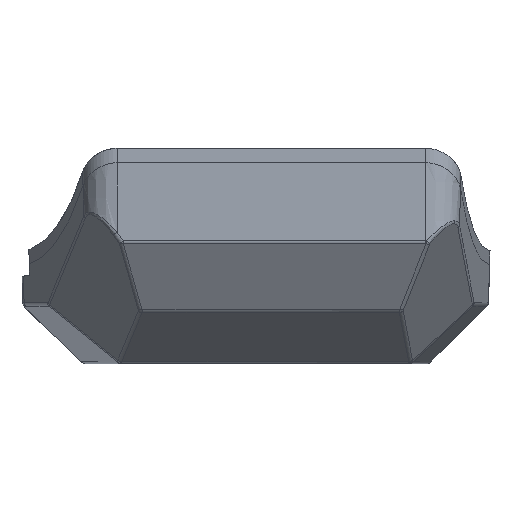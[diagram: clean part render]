
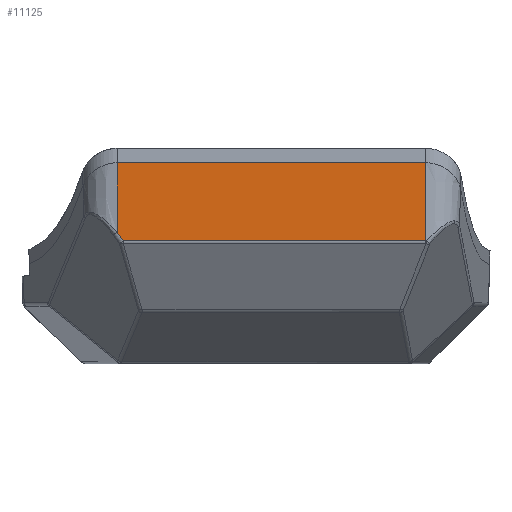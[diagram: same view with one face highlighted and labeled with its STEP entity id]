
A CAD part, front view. The second image highlights one B-rep face of the part: STEP entity #11125.
In plain terms, the highlighted planar face has unit normal (0, -0.999, -0.035).
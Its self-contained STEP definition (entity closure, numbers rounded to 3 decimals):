
#237 = EDGE_CURVE ( 'NONE', #11787, #13381, #2759, .T. ) ;
#1446 = CARTESIAN_POINT ( 'NONE',  ( 2.848, -14.078, 26.688 ) ) ;
#1626 = ORIENTED_EDGE ( 'NONE', *, *, #12780, .T. ) ;
#2431 = LINE ( 'NONE', #3838, #2812 ) ;
#2607 = CARTESIAN_POINT ( 'NONE',  ( 1.751, -14.567, 40.687 ) ) ;
#2759 = LINE ( 'NONE', #7110, #8682 ) ;
#2812 = VECTOR ( 'NONE', #7455, 1000. ) ;
#2835 = EDGE_CURVE ( 'NONE', #9424, #13344, #3701, .T. ) ;
#3002 = DIRECTION ( 'NONE',  ( 0., -0.999, -0.035 ) ) ;
#3100 = CARTESIAN_POINT ( 'NONE',  ( 1.751, -14.131, 28.214 ) ) ;
#3202 = LINE ( 'NONE', #14543, #5935 ) ;
#3270 = DIRECTION ( 'NONE',  ( -1., 0., 0. ) ) ;
#3376 = CARTESIAN_POINT ( 'NONE',  ( 0., -14.567, 40.687 ) ) ;
#3701 = LINE ( 'NONE', #3376, #12659 ) ;
#3838 = CARTESIAN_POINT ( 'NONE',  ( 57.014, -17438.61, 499000. ) ) ;
#4079 = DIRECTION ( 'NONE',  ( 1., 0., 0. ) ) ;
#4650 = FACE_OUTER_BOUND ( 'NONE', #14788, .T. ) ;
#4697 = EDGE_CURVE ( 'NONE', #13381, #5085, #3202, .T. ) ;
#5085 = VERTEX_POINT ( 'NONE', #14223 ) ;
#5300 = PLANE ( 'NONE',  #13224 ) ;
#5935 = VECTOR ( 'NONE', #4079, 1000. ) ;
#6789 = CARTESIAN_POINT ( 'NONE',  ( 1.751, -13.146, 0. ) ) ;
#7033 = ORIENTED_EDGE ( 'NONE', *, *, #4697, .T. ) ;
#7110 = CARTESIAN_POINT ( 'NONE',  ( 14.533, -13.511, 10.436 ) ) ;
#7256 = EDGE_CURVE ( 'NONE', #9424, #5085, #2431, .T. ) ;
#7455 = DIRECTION ( 'NONE',  ( 0., 0.035, -0.999 ) ) ;
#7477 = ORIENTED_EDGE ( 'NONE', *, *, #7256, .F. ) ;
#8041 = DIRECTION ( 'NONE',  ( 0.584, 0.028, -0.812 ) ) ;
#8146 = VECTOR ( 'NONE', #14879, 1000. ) ;
#8682 = VECTOR ( 'NONE', #8041, 1000. ) ;
#9424 = VERTEX_POINT ( 'NONE', #10324 ) ;
#9860 = ORIENTED_EDGE ( 'NONE', *, *, #237, .T. ) ;
#10066 = CARTESIAN_POINT ( 'NONE',  ( 0., -13.146, 0. ) ) ;
#10324 = CARTESIAN_POINT ( 'NONE',  ( 57.014, -14.567, 40.687 ) ) ;
#11125 = ADVANCED_FACE ( 'NONE', ( #4650 ), #5300, .T. ) ;
#11235 = DIRECTION ( 'NONE',  ( 0., 0.035, -0.999 ) ) ;
#11251 = LINE ( 'NONE', #6789, #8146 ) ;
#11275 = ORIENTED_EDGE ( 'NONE', *, *, #2835, .T. ) ;
#11787 = VERTEX_POINT ( 'NONE', #3100 ) ;
#12659 = VECTOR ( 'NONE', #3270, 1000. ) ;
#12780 = EDGE_CURVE ( 'NONE', #13344, #11787, #11251, .T. ) ;
#13224 = AXIS2_PLACEMENT_3D ( 'NONE', #10066, #3002, #11235 ) ;
#13344 = VERTEX_POINT ( 'NONE', #2607 ) ;
#13381 = VERTEX_POINT ( 'NONE', #1446 ) ;
#14223 = CARTESIAN_POINT ( 'NONE',  ( 57.014, -14.078, 26.688 ) ) ;
#14543 = CARTESIAN_POINT ( 'NONE',  ( 0., -14.078, 26.688 ) ) ;
#14788 = EDGE_LOOP ( 'NONE', ( #1626, #9860, #7033, #7477, #11275 ) ) ;
#14879 = DIRECTION ( 'NONE',  ( 0., 0.035, -0.999 ) ) ;
